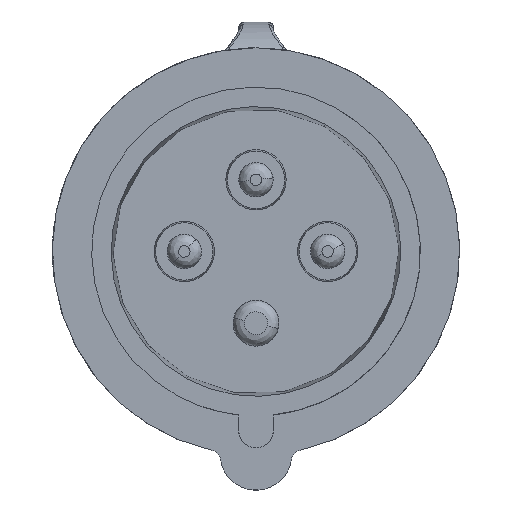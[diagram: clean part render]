
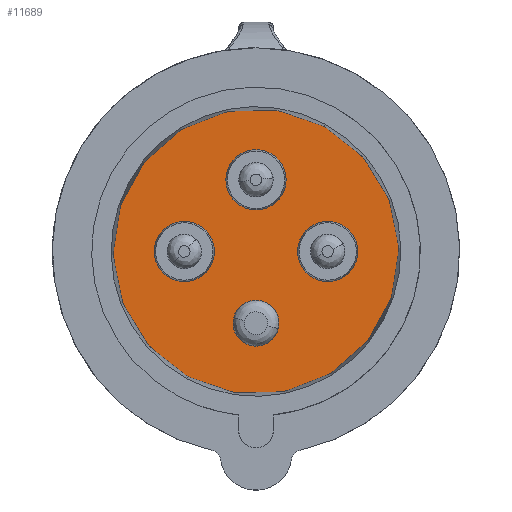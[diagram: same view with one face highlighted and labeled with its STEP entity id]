
A CAD part, front view. The second image highlights one B-rep face of the part: STEP entity #11689.
In plain terms, the highlighted planar face has unit normal (0, -1, 0).
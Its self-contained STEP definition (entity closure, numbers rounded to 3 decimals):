
#3886=CARTESIAN_POINT('',(0.,46.,0.));
#3887=DIRECTION('',(0.,-1.,0.));
#3888=DIRECTION('',(-0.479,0.,-0.878));
#3889=AXIS2_PLACEMENT_3D('',#3886,#3887,#3888);
#3899=CARTESIAN_POINT('',(0.,46.,12.5));
#3900=DIRECTION('',(0.,-1.,0.));
#3901=DIRECTION('',(1.,0.,0.));
#3902=AXIS2_PLACEMENT_3D('',#3899,#3900,#3901);
#3904=CARTESIAN_POINT('',(0.,46.,12.5));
#3905=DIRECTION('',(0.,-1.,0.));
#3906=DIRECTION('',(-1.,0.,0.));
#3907=AXIS2_PLACEMENT_3D('',#3904,#3905,#3906);
#3909=CARTESIAN_POINT('',(12.5,46.,0.));
#3910=DIRECTION('',(0.,-1.,0.));
#3911=DIRECTION('',(-1.,0.,0.));
#3912=AXIS2_PLACEMENT_3D('',#3909,#3910,#3911);
#3914=CARTESIAN_POINT('',(12.5,46.,0.));
#3915=DIRECTION('',(0.,-1.,0.));
#3916=DIRECTION('',(1.,0.,0.));
#3917=AXIS2_PLACEMENT_3D('',#3914,#3915,#3916);
#3919=CARTESIAN_POINT('',(-12.5,46.,0.));
#3920=DIRECTION('',(0.,-1.,0.));
#3921=DIRECTION('',(-1.,0.,0.));
#3922=AXIS2_PLACEMENT_3D('',#3919,#3920,#3921);
#3924=CARTESIAN_POINT('',(-12.5,46.,0.));
#3925=DIRECTION('',(0.,-1.,0.));
#3926=DIRECTION('',(1.,0.,0.));
#3927=AXIS2_PLACEMENT_3D('',#3924,#3925,#3926);
#3929=CARTESIAN_POINT('',(0.,46.,-12.5));
#3930=DIRECTION('',(0.,1.,0.));
#3931=DIRECTION('',(0.972,0.,-0.236));
#3932=AXIS2_PLACEMENT_3D('',#3929,#3930,#3931);
#3934=CARTESIAN_POINT('',(0.,46.,-12.5));
#3935=DIRECTION('',(0.,1.,0.));
#3936=DIRECTION('',(-0.972,0.,0.236));
#3937=AXIS2_PLACEMENT_3D('',#3934,#3935,#3936);
#3939=CARTESIAN_POINT('',(0.,46.,0.));
#3940=DIRECTION('',(0.,-1.,0.));
#3941=DIRECTION('',(0.479,0.,0.878));
#3942=AXIS2_PLACEMENT_3D('',#3939,#3940,#3941);
#4660=CARTESIAN_POINT('',(5.25,46.,12.5));
#4661=CARTESIAN_POINT('',(-5.25,46.,12.5));
#4662=VERTEX_POINT('',#4660);
#4663=VERTEX_POINT('',#4661);
#4664=CARTESIAN_POINT('',(7.25,46.,0.));
#4665=CARTESIAN_POINT('',(17.75,46.,0.));
#4666=VERTEX_POINT('',#4664);
#4667=VERTEX_POINT('',#4665);
#4668=CARTESIAN_POINT('',(-17.75,46.,0.));
#4669=CARTESIAN_POINT('',(-7.25,46.,0.));
#4670=VERTEX_POINT('',#4668);
#4671=VERTEX_POINT('',#4669);
#4684=CARTESIAN_POINT('',(11.914,46.,21.808));
#4685=CARTESIAN_POINT('',(-11.914,46.,-21.808));
#4686=VERTEX_POINT('',#4684);
#4687=VERTEX_POINT('',#4685);
#4708=CARTESIAN_POINT('',(3.887,46.,-13.444));
#4709=CARTESIAN_POINT('',(-3.887,46.,-11.556));
#4710=VERTEX_POINT('',#4708);
#4711=VERTEX_POINT('',#4709);
#11655=CARTESIAN_POINT('',(0.,46.,0.));
#11656=DIRECTION('',(0.,1.,0.));
#11657=DIRECTION('',(-1.,0.,0.));
#11658=AXIS2_PLACEMENT_3D('',#11655,#11656,#11657);
#11659=PLANE('',#11658);
#11661=ORIENTED_EDGE('',*,*,#11660,.F.);
#11662=ORIENTED_EDGE('',*,*,#11645,.F.);
#11663=EDGE_LOOP('',(#11661,#11662));
#11664=FACE_OUTER_BOUND('',#11663,.F.);
#11666=ORIENTED_EDGE('',*,*,#11665,.T.);
#11668=ORIENTED_EDGE('',*,*,#11667,.T.);
#11669=EDGE_LOOP('',(#11666,#11668));
#11670=FACE_BOUND('',#11669,.F.);
#11672=ORIENTED_EDGE('',*,*,#11671,.T.);
#11674=ORIENTED_EDGE('',*,*,#11673,.T.);
#11675=EDGE_LOOP('',(#11672,#11674));
#11676=FACE_BOUND('',#11675,.F.);
#11678=ORIENTED_EDGE('',*,*,#11677,.T.);
#11680=ORIENTED_EDGE('',*,*,#11679,.T.);
#11681=EDGE_LOOP('',(#11678,#11680));
#11682=FACE_BOUND('',#11681,.F.);
#11684=ORIENTED_EDGE('',*,*,#11683,.F.);
#11686=ORIENTED_EDGE('',*,*,#11685,.F.);
#11687=EDGE_LOOP('',(#11684,#11686));
#11688=FACE_BOUND('',#11687,.F.);
#11689=ADVANCED_FACE('',(#11664,#11670,#11676,#11682,#11688),#11659,.F.);
#3890=CIRCLE('',#3889,24.85);
#3903=CIRCLE('',#3902,5.25);
#3908=CIRCLE('',#3907,5.25);
#3913=CIRCLE('',#3912,5.25);
#3918=CIRCLE('',#3917,5.25);
#3923=CIRCLE('',#3922,5.25);
#3928=CIRCLE('',#3927,5.25);
#3933=CIRCLE('',#3932,4.);
#3938=CIRCLE('',#3937,4.);
#3943=CIRCLE('',#3942,24.85);
#11645=EDGE_CURVE('',#4687,#4686,#3890,.T.);
#11660=EDGE_CURVE('',#4686,#4687,#3943,.T.);
#11665=EDGE_CURVE('',#4662,#4663,#3903,.T.);
#11667=EDGE_CURVE('',#4663,#4662,#3908,.T.);
#11671=EDGE_CURVE('',#4666,#4667,#3913,.T.);
#11673=EDGE_CURVE('',#4667,#4666,#3918,.T.);
#11677=EDGE_CURVE('',#4670,#4671,#3923,.T.);
#11679=EDGE_CURVE('',#4671,#4670,#3928,.T.);
#11683=EDGE_CURVE('',#4710,#4711,#3933,.T.);
#11685=EDGE_CURVE('',#4711,#4710,#3938,.T.);
